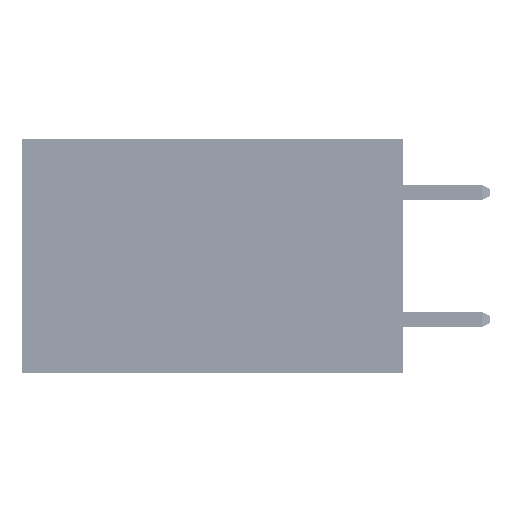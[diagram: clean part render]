
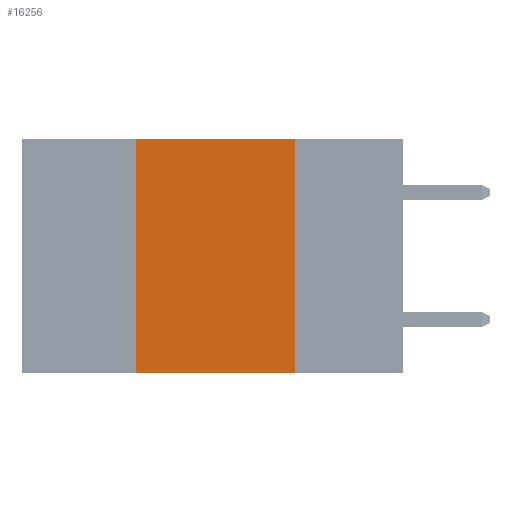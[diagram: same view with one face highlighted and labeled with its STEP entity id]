
A CAD part, left-side view. The second image highlights one B-rep face of the part: STEP entity #16256.
In plain terms, the highlighted planar face has unit normal (-1, 0, 0).
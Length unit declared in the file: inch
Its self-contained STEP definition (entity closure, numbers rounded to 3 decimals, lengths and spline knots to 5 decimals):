
#144 = LINE ( 'NONE', #10685, #32034 ) ;
#921 = AXIS2_PLACEMENT_3D ( 'NONE', #49520, #24473, #36682 ) ;
#2320 = FACE_OUTER_BOUND ( 'NONE', #3389, .T. ) ;
#3389 = EDGE_LOOP ( 'NONE', ( #24638, #10396, #39424, #45167 ) ) ;
#5326 = VECTOR ( 'NONE', #23768, 39.37008 ) ;
#5701 = VECTOR ( 'NONE', #23827, 39.37008 ) ;
#8088 = EDGE_CURVE ( 'NONE', #37575, #12676, #31991, .T. ) ;
#10396 = ORIENTED_EDGE ( 'NONE', *, *, #15343, .F. ) ;
#10685 = CARTESIAN_POINT ( 'NONE',  ( 0., 0.17, 0. ) ) ;
#12254 = CARTESIAN_POINT ( 'NONE',  ( 0., 0.42, -0.37 ) ) ;
#12676 = VERTEX_POINT ( 'NONE', #49181 ) ;
#14156 = LINE ( 'NONE', #44403, #5701 ) ;
#15343 = EDGE_CURVE ( 'NONE', #12676, #40671, #14156, .T. ) ;
#16084 = PLANE ( 'NONE',  #921 ) ;
#16256 = ADVANCED_FACE ( 'NONE', ( #2320 ), #16084, .F. ) ;
#23768 = DIRECTION ( 'NONE',  ( 0., 0., 1. ) ) ;
#23827 = DIRECTION ( 'NONE',  ( 0., -1., 0. ) ) ;
#24473 = DIRECTION ( 'NONE',  ( 1., 0., 0. ) ) ;
#24638 = ORIENTED_EDGE ( 'NONE', *, *, #26630, .F. ) ;
#26630 = EDGE_CURVE ( 'NONE', #40671, #53505, #144, .T. ) ;
#28031 = CARTESIAN_POINT ( 'NONE',  ( 0., 0.17, -0.37 ) ) ;
#28532 = DIRECTION ( 'NONE',  ( 0., -1., 0. ) ) ;
#28997 = LINE ( 'NONE', #49744, #34855 ) ;
#31991 = LINE ( 'NONE', #36161, #5326 ) ;
#32034 = VECTOR ( 'NONE', #40021, 39.37008 ) ;
#34855 = VECTOR ( 'NONE', #28532, 39.37008 ) ;
#36161 = CARTESIAN_POINT ( 'NONE',  ( 0., 0.42, 0. ) ) ;
#36682 = DIRECTION ( 'NONE',  ( 0., 0., -1. ) ) ;
#37575 = VERTEX_POINT ( 'NONE', #12254 ) ;
#39424 = ORIENTED_EDGE ( 'NONE', *, *, #8088, .F. ) ;
#39550 = EDGE_CURVE ( 'NONE', #37575, #53505, #28997, .T. ) ;
#40021 = DIRECTION ( 'NONE',  ( 0., 0., -1. ) ) ;
#40671 = VERTEX_POINT ( 'NONE', #47321 ) ;
#44403 = CARTESIAN_POINT ( 'NONE',  ( 0., 0.6, 0. ) ) ;
#45167 = ORIENTED_EDGE ( 'NONE', *, *, #39550, .T. ) ;
#47321 = CARTESIAN_POINT ( 'NONE',  ( 0., 0.17, 0. ) ) ;
#49181 = CARTESIAN_POINT ( 'NONE',  ( 0., 0.42, 0. ) ) ;
#49520 = CARTESIAN_POINT ( 'NONE',  ( 0., 0.6, 0. ) ) ;
#49744 = CARTESIAN_POINT ( 'NONE',  ( 0., 0.6, -0.37 ) ) ;
#53505 = VERTEX_POINT ( 'NONE', #28031 ) ;
